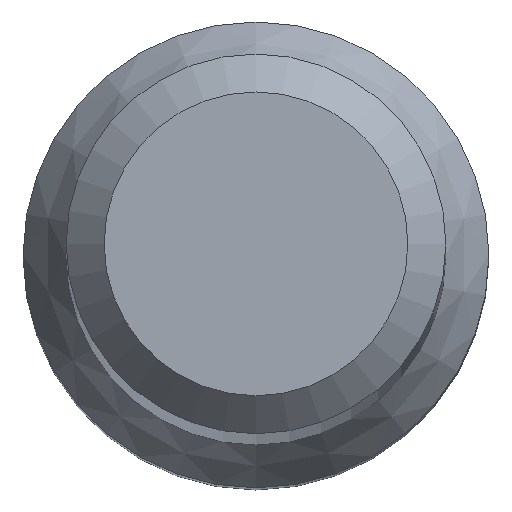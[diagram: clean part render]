
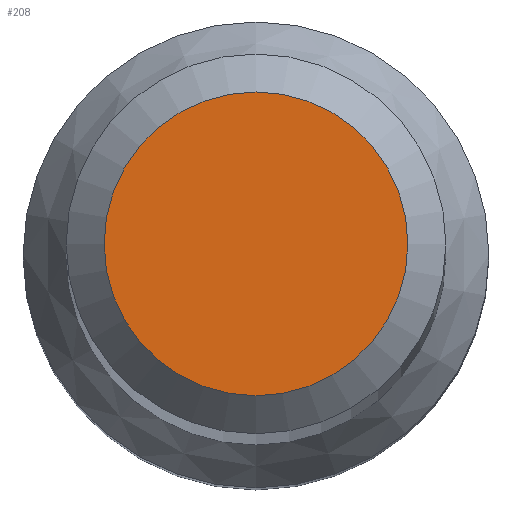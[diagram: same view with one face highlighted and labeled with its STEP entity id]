
A CAD part, top view. The second image highlights one B-rep face of the part: STEP entity #208.
In plain terms, the highlighted planar face has unit normal (0, 0, 1).
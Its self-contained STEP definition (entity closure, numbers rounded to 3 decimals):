
#3 = CARTESIAN_POINT ( 'NONE',  ( 0., 1.6, 80. ) ) ;
#4 = ORIENTED_EDGE ( 'NONE', *, *, #154, .F. ) ;
#23 = DIRECTION ( 'NONE',  ( 0., -1., 0. ) ) ;
#39 = FACE_OUTER_BOUND ( 'NONE', #103, .T. ) ;
#42 = CARTESIAN_POINT ( 'NONE',  ( 0., 0., 80. ) ) ;
#61 = DIRECTION ( 'NONE',  ( 0., 0., 1. ) ) ;
#75 = DIRECTION ( 'NONE',  ( 0., 0., -1. ) ) ;
#103 = EDGE_LOOP ( 'NONE', ( #4 ) ) ;
#125 = CARTESIAN_POINT ( 'NONE',  ( 0., 0., 80. ) ) ;
#132 = PLANE ( 'NONE',  #175 ) ;
#133 = CIRCLE ( 'NONE', #230, 1.6 ) ;
#154 = EDGE_CURVE ( 'NONE', #207, #207, #133, .T. ) ;
#159 = DIRECTION ( 'NONE',  ( 0., 1., 0. ) ) ;
#175 = AXIS2_PLACEMENT_3D ( 'NONE', #42, #61, #23 ) ;
#207 = VERTEX_POINT ( 'NONE', #3 ) ;
#208 = ADVANCED_FACE ( 'NONE', ( #39 ), #132, .T. ) ;
#230 = AXIS2_PLACEMENT_3D ( 'NONE', #125, #75, #159 ) ;
